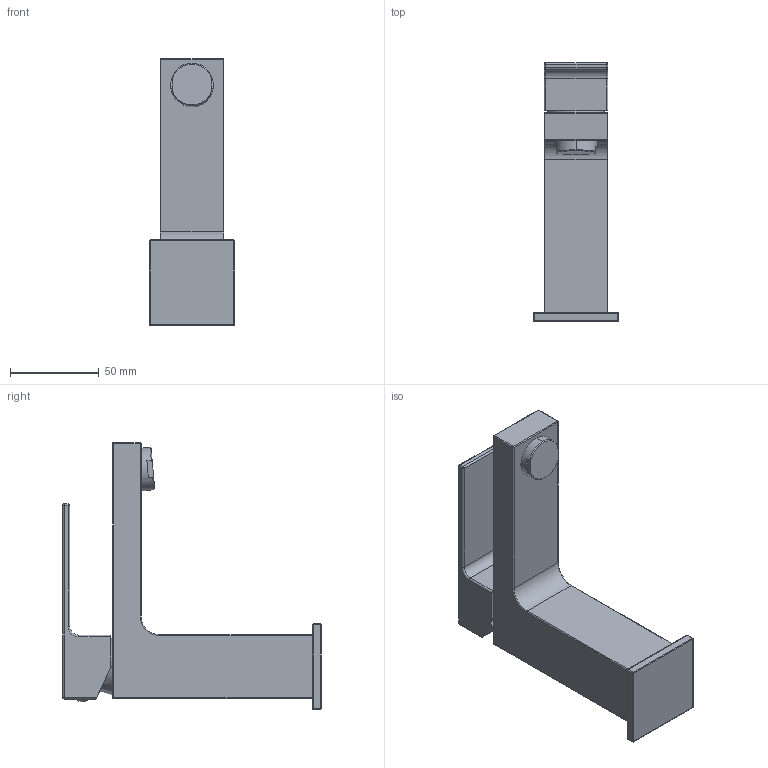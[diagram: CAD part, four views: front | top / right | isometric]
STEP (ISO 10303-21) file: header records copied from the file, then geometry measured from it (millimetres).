
FILE_DESCRIPTION((''),'2;1');
FILE_NAME('EL071CR','2021-01-14T08:09:49',('ut3'),('PAFFONI SpA'),'CREO PARAMETRIC BY PTC INC, 2020044','CREO PARAMETRIC BY PTC INC, 2020044','');
FILE_SCHEMA(('CONFIG_CONTROL_DESIGN','SHAPE_APPEARANCE_LAYERS_GROUPS'));
Length unit declared in the file: millimetre
Products named in the file (1): EL071CR
Bounding box: 48 x 145.58 x 150 mm (x, y, z)
Volume: 250436.1 mm3; surface area: 49943.4 mm2
Topology: 2 solids, 2 shells, 173 faces, 391 edges, 229 vertices
Faces by surface type: cylinder 70, plane 55, sphere 22, cone 14, torus 6, bspline 6
Entity records: 6981 total; most frequent: CARTESIAN_POINT 1698, DIRECTION 827, ORIENTED_EDGE 778, EDGE_CURVE 389, AXIS2_PLACEMENT_3D 317, VERTEX_POINT 229, FILL_AREA_STYLE_COLOUR 207, FILL_AREA_STYLE 207
